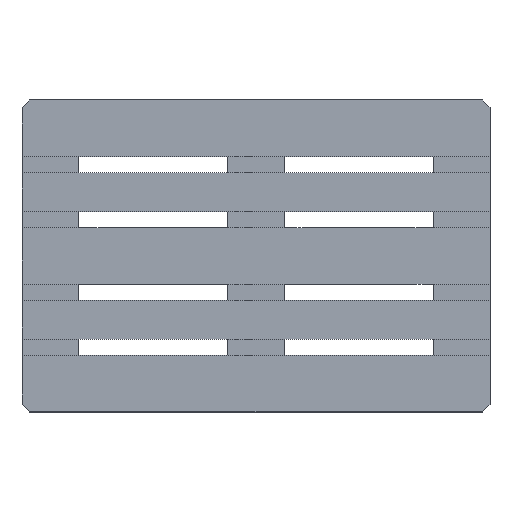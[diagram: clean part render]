
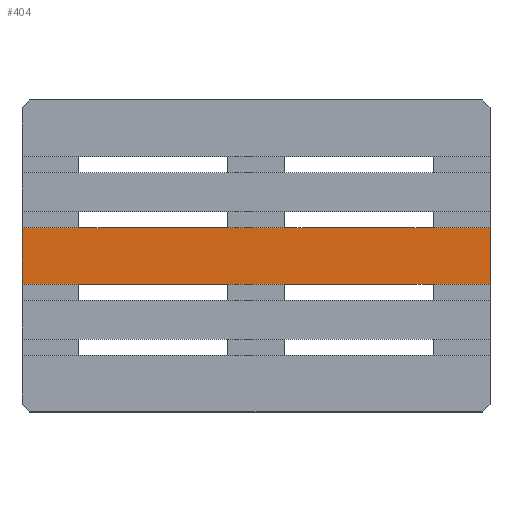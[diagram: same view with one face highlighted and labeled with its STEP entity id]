
A CAD part, top view. The second image highlights one B-rep face of the part: STEP entity #404.
In plain terms, the highlighted planar face has unit normal (0, 0, 1).
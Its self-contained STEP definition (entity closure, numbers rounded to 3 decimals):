
#404=ADVANCED_FACE('',(#576),#2768,.T.);
#576=FACE_OUTER_BOUND('',#748,.T.);
#748=EDGE_LOOP('',(#1537,#1538,#1539,#1540));
#1537=ORIENTED_EDGE('',*,*,#1927,.T.);
#1538=ORIENTED_EDGE('',*,*,#1931,.T.);
#1539=ORIENTED_EDGE('',*,*,#1934,.T.);
#1540=ORIENTED_EDGE('',*,*,#1936,.T.);
#1927=EDGE_CURVE('',#2592,#2591,#2323,.T.);
#1931=EDGE_CURVE('',#2591,#2594,#2327,.T.);
#1934=EDGE_CURVE('',#2594,#2596,#2330,.T.);
#1936=EDGE_CURVE('',#2596,#2592,#2332,.T.);
#2323=B_SPLINE_CURVE_WITH_KNOTS('',1,(#4905,#4906),.UNSPECIFIED.,.F.,.F.,
(2,2),(0.,1200.),.UNSPECIFIED.);
#2327=B_SPLINE_CURVE_WITH_KNOTS('',1,(#4913,#4914),.UNSPECIFIED.,.F.,.F.,
(2,2),(1200.,1345.),.UNSPECIFIED.);
#2330=B_SPLINE_CURVE_WITH_KNOTS('',1,(#4919,#4920),.UNSPECIFIED.,.F.,.F.,
(2,2),(1345.,2545.),.UNSPECIFIED.);
#2332=B_SPLINE_CURVE_WITH_KNOTS('',1,(#4923,#4924),.UNSPECIFIED.,.F.,.F.,
(2,2),(2545.,2690.),.UNSPECIFIED.);
#2591=VERTEX_POINT('',#4895);
#2592=VERTEX_POINT('',#4896);
#2594=VERTEX_POINT('',#4898);
#2596=VERTEX_POINT('',#4900);
#2768=PLANE('',#2924);
#2924=AXIS2_PLACEMENT_3D('',#4892,#3063,$);
#3063=DIRECTION('',(0.,0.,1.));
#4892=CARTESIAN_POINT('',(0.,-72.5,144.));
#4895=CARTESIAN_POINT('',(1200.,-72.5,144.));
#4896=CARTESIAN_POINT('',(0.,-72.5,144.));
#4898=CARTESIAN_POINT('',(1200.,72.5,144.));
#4900=CARTESIAN_POINT('',(0.,72.5,144.));
#4905=CARTESIAN_POINT('',(0.,-72.5,144.));
#4906=CARTESIAN_POINT('',(1200.,-72.5,144.));
#4913=CARTESIAN_POINT('',(1200.,-72.5,144.));
#4914=CARTESIAN_POINT('',(1200.,72.5,144.));
#4919=CARTESIAN_POINT('',(1200.,72.5,144.));
#4920=CARTESIAN_POINT('',(0.,72.5,144.));
#4923=CARTESIAN_POINT('',(0.,72.5,144.));
#4924=CARTESIAN_POINT('',(0.,-72.5,144.));
